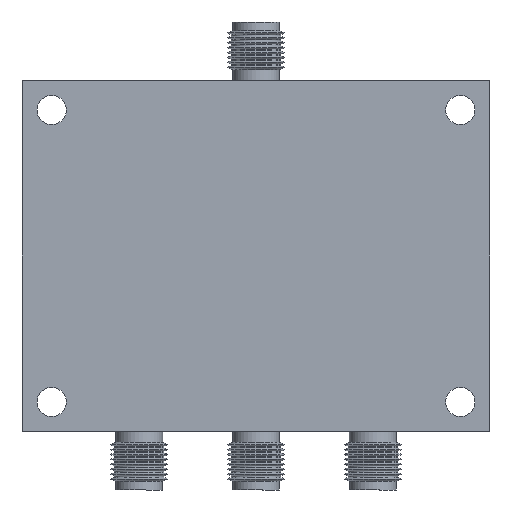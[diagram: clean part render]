
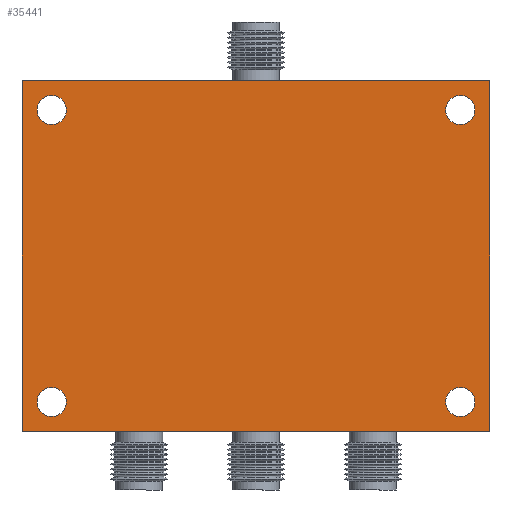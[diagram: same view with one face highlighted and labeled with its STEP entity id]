
A CAD part, front view. The second image highlights one B-rep face of the part: STEP entity #35441.
In plain terms, the highlighted planar face has unit normal (0, -1, 0).
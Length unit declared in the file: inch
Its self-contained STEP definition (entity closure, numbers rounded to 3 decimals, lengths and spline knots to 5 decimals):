
#124 = DIRECTION ( 'NONE',  ( 0., 0., 1. ) ) ;
#1088 = AXIS2_PLACEMENT_3D ( 'NONE', #27060, #3482, #24335 ) ;
#1265 = DIRECTION ( 'NONE',  ( 0., 1., 0. ) ) ;
#2844 = PLANE ( 'NONE',  #5666 ) ;
#2984 = AXIS2_PLACEMENT_3D ( 'NONE', #5376, #28782, #29168 ) ;
#3482 = DIRECTION ( 'NONE',  ( 0., 1., 0. ) ) ;
#4866 = CARTESIAN_POINT ( 'NONE',  ( -4.63364, -0.20057, 3.30366 ) ) ;
#4868 = CIRCLE ( 'NONE', #22295, 0.0625 ) ;
#4995 = EDGE_LOOP ( 'NONE', ( #25820, #24860 ) ) ;
#5248 = CIRCLE ( 'NONE', #27063, 0.0625 ) ;
#5376 = CARTESIAN_POINT ( 'NONE',  ( -4.63364, -0.20057, 3.36616 ) ) ;
#5666 = AXIS2_PLACEMENT_3D ( 'NONE', #27556, #36510, #30309 ) ;
#5832 = CARTESIAN_POINT ( 'NONE',  ( -2.88364, -0.20057, 3.30366 ) ) ;
#6032 = CARTESIAN_POINT ( 'NONE',  ( -4.75864, -0.20057, 3.24116 ) ) ;
#6841 = EDGE_CURVE ( 'NONE', #28475, #30393, #18283, .T. ) ;
#7629 = ORIENTED_EDGE ( 'NONE', *, *, #20366, .T. ) ;
#7868 = LINE ( 'NONE', #28940, #22235 ) ;
#8329 = ORIENTED_EDGE ( 'NONE', *, *, #26498, .T. ) ;
#8554 = CARTESIAN_POINT ( 'NONE',  ( -4.63364, -0.20057, 4.61616 ) ) ;
#8799 = CARTESIAN_POINT ( 'NONE',  ( -2.75864, -0.20057, 3.24116 ) ) ;
#9031 = FACE_BOUND ( 'NONE', #10388, .T. ) ;
#9987 = CARTESIAN_POINT ( 'NONE',  ( -4.63364, -0.20057, 4.55366 ) ) ;
#10388 = EDGE_LOOP ( 'NONE', ( #33258, #8329 ) ) ;
#10448 = DIRECTION ( 'NONE',  ( 0., 1., 0. ) ) ;
#11721 = VERTEX_POINT ( 'NONE', #22367 ) ;
#11732 = CARTESIAN_POINT ( 'NONE',  ( -2.88364, -0.20057, 4.67866 ) ) ;
#12261 = CIRCLE ( 'NONE', #2984, 0.0625 ) ;
#12338 = EDGE_CURVE ( 'NONE', #37269, #28492, #7868, .T. ) ;
#12520 = VERTEX_POINT ( 'NONE', #11732 ) ;
#14053 = CARTESIAN_POINT ( 'NONE',  ( -2.88364, -0.20057, 4.55366 ) ) ;
#14351 = DIRECTION ( 'NONE',  ( 0., 1., 0. ) ) ;
#14472 = CARTESIAN_POINT ( 'NONE',  ( -4.75864, -0.20057, 4.74116 ) ) ;
#14825 = VECTOR ( 'NONE', #26389, 39.37008 ) ;
#16104 = EDGE_LOOP ( 'NONE', ( #25752, #24152, #31220, #36984 ) ) ;
#17296 = CARTESIAN_POINT ( 'NONE',  ( -2.88364, -0.20057, 3.36616 ) ) ;
#17827 = ORIENTED_EDGE ( 'NONE', *, *, #28556, .T. ) ;
#18283 = CIRCLE ( 'NONE', #22640, 0.0625 ) ;
#18927 = CARTESIAN_POINT ( 'NONE',  ( -4.63364, -0.20057, 4.67866 ) ) ;
#19217 = VECTOR ( 'NONE', #25549, 39.37008 ) ;
#20359 = VERTEX_POINT ( 'NONE', #20767 ) ;
#20366 = EDGE_CURVE ( 'NONE', #30393, #28475, #5248, .T. ) ;
#20767 = CARTESIAN_POINT ( 'NONE',  ( -2.75864, -0.20057, 4.74116 ) ) ;
#21532 = DIRECTION ( 'NONE',  ( 0., 0., -1. ) ) ;
#21585 = DIRECTION ( 'NONE',  ( 0., 0., 1. ) ) ;
#21681 = EDGE_CURVE ( 'NONE', #11721, #20359, #25155, .T. ) ;
#22235 = VECTOR ( 'NONE', #37289, 39.37008 ) ;
#22295 = AXIS2_PLACEMENT_3D ( 'NONE', #30875, #1265, #30501 ) ;
#22367 = CARTESIAN_POINT ( 'NONE',  ( -4.75864, -0.20057, 4.74116 ) ) ;
#22640 = AXIS2_PLACEMENT_3D ( 'NONE', #37186, #10448, #27464 ) ;
#22765 = EDGE_CURVE ( 'NONE', #12520, #36815, #23706, .T. ) ;
#23147 = VECTOR ( 'NONE', #21532, 39.37008 ) ;
#23607 = CARTESIAN_POINT ( 'NONE',  ( -4.63364, -0.20057, 3.42866 ) ) ;
#23706 = CIRCLE ( 'NONE', #24946, 0.0625 ) ;
#23892 = FACE_BOUND ( 'NONE', #4995, .T. ) ;
#23938 = CARTESIAN_POINT ( 'NONE',  ( -2.88364, -0.20057, 4.61616 ) ) ;
#24152 = ORIENTED_EDGE ( 'NONE', *, *, #12338, .F. ) ;
#24335 = DIRECTION ( 'NONE',  ( 0., 0., 1. ) ) ;
#24519 = CARTESIAN_POINT ( 'NONE',  ( -2.88364, -0.20057, 4.61616 ) ) ;
#24860 = ORIENTED_EDGE ( 'NONE', *, *, #32383, .T. ) ;
#24913 = VERTEX_POINT ( 'NONE', #18927 ) ;
#24946 = AXIS2_PLACEMENT_3D ( 'NONE', #24519, #36364, #21585 ) ;
#25155 = LINE ( 'NONE', #36980, #19217 ) ;
#25194 = VERTEX_POINT ( 'NONE', #23607 ) ;
#25549 = DIRECTION ( 'NONE',  ( 1., 0., 0. ) ) ;
#25752 = ORIENTED_EDGE ( 'NONE', *, *, #28319, .F. ) ;
#25820 = ORIENTED_EDGE ( 'NONE', *, *, #31030, .T. ) ;
#26385 = AXIS2_PLACEMENT_3D ( 'NONE', #8554, #38372, #31979 ) ;
#26389 = DIRECTION ( 'NONE',  ( 0., 0., 1. ) ) ;
#26498 = EDGE_CURVE ( 'NONE', #36815, #12520, #28263, .T. ) ;
#26800 = ORIENTED_EDGE ( 'NONE', *, *, #32576, .T. ) ;
#27060 = CARTESIAN_POINT ( 'NONE',  ( -4.63364, -0.20057, 3.36616 ) ) ;
#27063 = AXIS2_PLACEMENT_3D ( 'NONE', #17296, #14351, #124 ) ;
#27464 = DIRECTION ( 'NONE',  ( 0., 0., 1. ) ) ;
#27556 = CARTESIAN_POINT ( 'NONE',  ( -4.75864, -0.20057, 4.74116 ) ) ;
#28263 = CIRCLE ( 'NONE', #36344, 0.0625 ) ;
#28319 = EDGE_CURVE ( 'NONE', #28492, #11721, #35321, .T. ) ;
#28475 = VERTEX_POINT ( 'NONE', #5832 ) ;
#28492 = VERTEX_POINT ( 'NONE', #6032 ) ;
#28556 = EDGE_CURVE ( 'NONE', #24913, #32523, #36915, .T. ) ;
#28782 = DIRECTION ( 'NONE',  ( 0., 1., 0. ) ) ;
#28940 = CARTESIAN_POINT ( 'NONE',  ( -4.75864, -0.20057, 3.24116 ) ) ;
#29168 = DIRECTION ( 'NONE',  ( 0., 0., 1. ) ) ;
#29511 = FACE_BOUND ( 'NONE', #36154, .T. ) ;
#30309 = DIRECTION ( 'NONE',  ( 0., 0., -1. ) ) ;
#30393 = VERTEX_POINT ( 'NONE', #32386 ) ;
#30501 = DIRECTION ( 'NONE',  ( 0., 0., 1. ) ) ;
#30875 = CARTESIAN_POINT ( 'NONE',  ( -4.63364, -0.20057, 4.61616 ) ) ;
#31030 = EDGE_CURVE ( 'NONE', #25194, #33156, #38376, .T. ) ;
#31220 = ORIENTED_EDGE ( 'NONE', *, *, #35480, .F. ) ;
#31979 = DIRECTION ( 'NONE',  ( 0., 0., 1. ) ) ;
#32383 = EDGE_CURVE ( 'NONE', #33156, #25194, #12261, .T. ) ;
#32386 = CARTESIAN_POINT ( 'NONE',  ( -2.88364, -0.20057, 3.42866 ) ) ;
#32523 = VERTEX_POINT ( 'NONE', #9987 ) ;
#32576 = EDGE_CURVE ( 'NONE', #32523, #24913, #4868, .T. ) ;
#32883 = DIRECTION ( 'NONE',  ( 0., 0., 1. ) ) ;
#32905 = EDGE_LOOP ( 'NONE', ( #17827, #26800 ) ) ;
#33156 = VERTEX_POINT ( 'NONE', #4866 ) ;
#33257 = ORIENTED_EDGE ( 'NONE', *, *, #6841, .T. ) ;
#33258 = ORIENTED_EDGE ( 'NONE', *, *, #22765, .T. ) ;
#33591 = LINE ( 'NONE', #33785, #23147 ) ;
#33785 = CARTESIAN_POINT ( 'NONE',  ( -2.75864, -0.20057, 4.74116 ) ) ;
#35210 = DIRECTION ( 'NONE',  ( 0., 1., 0. ) ) ;
#35321 = LINE ( 'NONE', #14472, #14825 ) ;
#35441 = ADVANCED_FACE ( 'NONE', ( #23892, #35735, #9031, #29511, #38252 ), #2844, .T. ) ;
#35480 = EDGE_CURVE ( 'NONE', #20359, #37269, #33591, .T. ) ;
#35735 = FACE_BOUND ( 'NONE', #32905, .T. ) ;
#36154 = EDGE_LOOP ( 'NONE', ( #7629, #33257 ) ) ;
#36344 = AXIS2_PLACEMENT_3D ( 'NONE', #23938, #35210, #32883 ) ;
#36364 = DIRECTION ( 'NONE',  ( 0., 1., 0. ) ) ;
#36510 = DIRECTION ( 'NONE',  ( 0., -1., 0. ) ) ;
#36815 = VERTEX_POINT ( 'NONE', #14053 ) ;
#36915 = CIRCLE ( 'NONE', #26385, 0.0625 ) ;
#36980 = CARTESIAN_POINT ( 'NONE',  ( -4.75864, -0.20057, 4.74116 ) ) ;
#36984 = ORIENTED_EDGE ( 'NONE', *, *, #21681, .F. ) ;
#37186 = CARTESIAN_POINT ( 'NONE',  ( -2.88364, -0.20057, 3.36616 ) ) ;
#37269 = VERTEX_POINT ( 'NONE', #8799 ) ;
#37289 = DIRECTION ( 'NONE',  ( -1., 0., 0. ) ) ;
#38252 = FACE_OUTER_BOUND ( 'NONE', #16104, .T. ) ;
#38372 = DIRECTION ( 'NONE',  ( 0., 1., 0. ) ) ;
#38376 = CIRCLE ( 'NONE', #1088, 0.0625 ) ;
